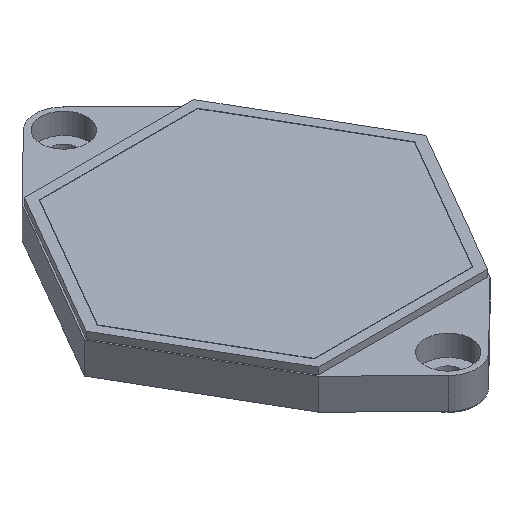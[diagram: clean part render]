
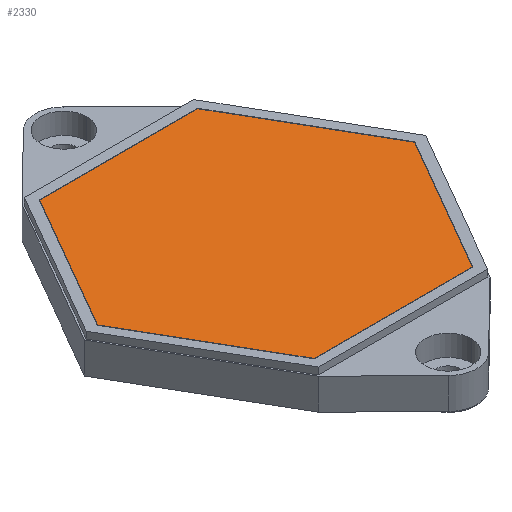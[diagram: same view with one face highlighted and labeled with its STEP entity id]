
A CAD part, isometric view. The second image highlights one B-rep face of the part: STEP entity #2330.
In plain terms, the highlighted planar face has unit normal (0, 0, 1).
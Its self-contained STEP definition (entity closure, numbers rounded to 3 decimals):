
#606=DIRECTION('',(-1.,0.,0.));
#607=VECTOR('',#606,28.001);
#608=CARTESIAN_POINT('',(14.001,24.25,6.625));
#609=LINE('',#608,#607);
#610=DIRECTION('',(0.5,-0.866,0.));
#611=VECTOR('',#610,28.001);
#612=CARTESIAN_POINT('',(14.001,24.25,6.625));
#613=LINE('',#612,#611);
#614=DIRECTION('',(-0.5,-0.866,0.));
#615=VECTOR('',#614,28.001);
#616=CARTESIAN_POINT('',(28.001,0.,6.625));
#617=LINE('',#616,#615);
#618=DIRECTION('',(1.,0.,0.));
#619=VECTOR('',#618,28.001);
#620=CARTESIAN_POINT('',(-14.001,-24.25,6.625));
#621=LINE('',#620,#619);
#622=DIRECTION('',(-0.5,0.866,0.));
#623=VECTOR('',#622,28.001);
#624=CARTESIAN_POINT('',(-14.001,-24.25,6.625));
#625=LINE('',#624,#623);
#626=DIRECTION('',(0.5,0.866,0.));
#627=VECTOR('',#626,28.001);
#628=CARTESIAN_POINT('',(-28.001,0.,6.625));
#629=LINE('',#628,#627);
#866=CARTESIAN_POINT('',(-14.001,24.25,6.625));
#867=VERTEX_POINT('',#866);
#868=CARTESIAN_POINT('',(-28.001,0.,6.625));
#869=VERTEX_POINT('',#868);
#870=CARTESIAN_POINT('',(14.001,24.25,6.625));
#871=VERTEX_POINT('',#870);
#872=CARTESIAN_POINT('',(28.001,0.,6.625));
#873=VERTEX_POINT('',#872);
#874=CARTESIAN_POINT('',(14.001,-24.25,6.625));
#875=VERTEX_POINT('',#874);
#876=CARTESIAN_POINT('',(-14.001,-24.25,6.625));
#877=VERTEX_POINT('',#876);
#2317=CARTESIAN_POINT('',(0.,0.,6.625));
#2318=DIRECTION('',(0.,0.,1.));
#2319=DIRECTION('',(-1.,0.,0.));
#2320=AXIS2_PLACEMENT_3D('',#2317,#2318,#2319);
#2321=PLANE('',#2320);
#2322=ORIENTED_EDGE('',*,*,#2247,.F.);
#2323=ORIENTED_EDGE('',*,*,#2273,.T.);
#2324=ORIENTED_EDGE('',*,*,#2298,.T.);
#2325=ORIENTED_EDGE('',*,*,#2168,.F.);
#2326=ORIENTED_EDGE('',*,*,#2195,.T.);
#2327=ORIENTED_EDGE('',*,*,#2221,.T.);
#2328=EDGE_LOOP('',(#2322,#2323,#2324,#2325,#2326,#2327));
#2329=FACE_OUTER_BOUND('',#2328,.F.);
#2330=ADVANCED_FACE('',(#2329),#2321,.T.);
#2168=EDGE_CURVE('',#877,#875,#621,.T.);
#2195=EDGE_CURVE('',#877,#869,#625,.T.);
#2221=EDGE_CURVE('',#869,#867,#629,.T.);
#2247=EDGE_CURVE('',#871,#867,#609,.T.);
#2273=EDGE_CURVE('',#871,#873,#613,.T.);
#2298=EDGE_CURVE('',#873,#875,#617,.T.);
